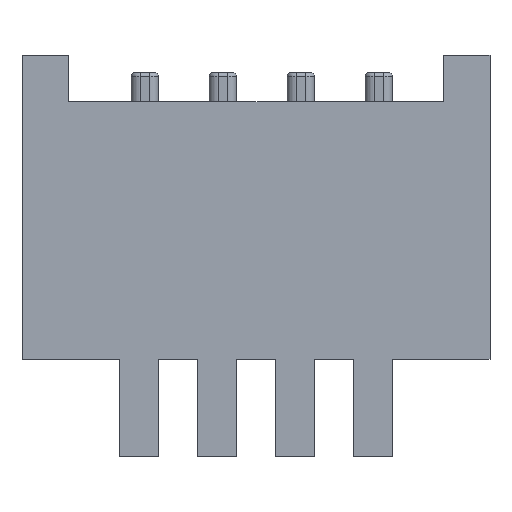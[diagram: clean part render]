
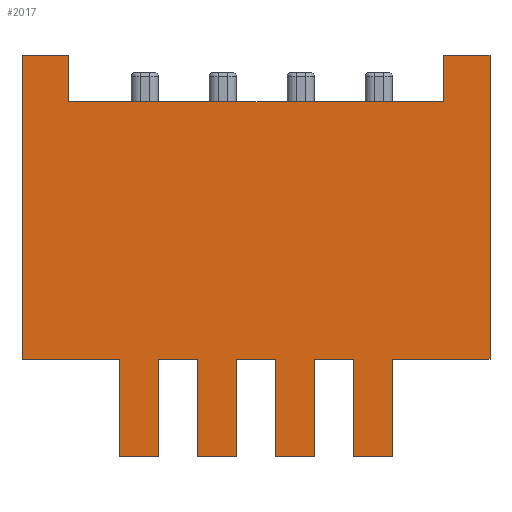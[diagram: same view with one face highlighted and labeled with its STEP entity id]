
A CAD part, front view. The second image highlights one B-rep face of the part: STEP entity #2017.
In plain terms, the highlighted planar face has unit normal (0, -1, 0).
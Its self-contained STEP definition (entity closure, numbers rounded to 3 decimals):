
#77=PLANE('',#2243);
#179=LINE('',#3231,#377);
#184=LINE('',#3243,#382);
#188=LINE('',#3251,#386);
#192=LINE('',#3259,#390);
#196=LINE('',#3267,#394);
#200=LINE('',#3274,#398);
#204=LINE('',#3286,#402);
#207=LINE('',#3292,#405);
#209=LINE('',#3300,#407);
#212=LINE('',#3306,#410);
#214=LINE('',#3314,#412);
#217=LINE('',#3320,#415);
#218=LINE('',#3326,#416);
#221=LINE('',#3332,#419);
#222=LINE('',#3334,#420);
#224=LINE('',#3338,#422);
#225=LINE('',#3340,#423);
#226=LINE('',#3342,#424);
#253=LINE('',#3398,#451);
#258=LINE('',#3409,#456);
#261=LINE('',#3413,#459);
#264=LINE('',#3419,#462);
#275=LINE('',#3440,#473);
#276=LINE('',#3442,#474);
#377=VECTOR('',#2655,10.);
#382=VECTOR('',#2666,10.);
#386=VECTOR('',#2670,10.);
#390=VECTOR('',#2674,10.);
#394=VECTOR('',#2678,10.);
#398=VECTOR('',#2682,10.);
#402=VECTOR('',#2694,10.);
#405=VECTOR('',#2701,10.);
#407=VECTOR('',#2709,10.);
#410=VECTOR('',#2716,10.);
#412=VECTOR('',#2724,10.);
#415=VECTOR('',#2731,10.);
#416=VECTOR('',#2736,10.);
#419=VECTOR('',#2743,10.);
#420=VECTOR('',#2746,10.);
#422=VECTOR('',#2752,10.);
#423=VECTOR('',#2755,10.);
#424=VECTOR('',#2758,10.);
#451=VECTOR('',#2807,10.);
#456=VECTOR('',#2816,10.);
#459=VECTOR('',#2821,10.);
#462=VECTOR('',#2830,10.);
#473=VECTOR('',#2851,10.);
#474=VECTOR('',#2854,10.);
#625=FACE_OUTER_BOUND('',#743,.T.);
#743=EDGE_LOOP('',(#1857,#1858,#1859,#1860,#1861,#1862,#1863,#1864,#1865,
#1866,#1867,#1868,#1869,#1870,#1871,#1872,#1873,#1874,#1875,#1876,#1877,
#1878,#1879,#1880));
#954=VERTEX_POINT('',#3228);
#955=VERTEX_POINT('',#3230);
#958=VERTEX_POINT('',#3240);
#959=VERTEX_POINT('',#3242);
#962=VERTEX_POINT('',#3248);
#963=VERTEX_POINT('',#3250);
#966=VERTEX_POINT('',#3256);
#967=VERTEX_POINT('',#3258);
#970=VERTEX_POINT('',#3264);
#971=VERTEX_POINT('',#3266);
#974=VERTEX_POINT('',#3272);
#977=VERTEX_POINT('',#3283);
#978=VERTEX_POINT('',#3285);
#981=VERTEX_POINT('',#3297);
#982=VERTEX_POINT('',#3299);
#985=VERTEX_POINT('',#3311);
#986=VERTEX_POINT('',#3313);
#989=VERTEX_POINT('',#3323);
#990=VERTEX_POINT('',#3325);
#1008=VERTEX_POINT('',#3395);
#1009=VERTEX_POINT('',#3397);
#1012=VERTEX_POINT('',#3406);
#1013=VERTEX_POINT('',#3408);
#1018=VERTEX_POINT('',#3438);
#1202=EDGE_CURVE('',#954,#955,#179,.T.);
#1208=EDGE_CURVE('',#959,#958,#184,.T.);
#1212=EDGE_CURVE('',#963,#962,#188,.T.);
#1216=EDGE_CURVE('',#967,#966,#192,.T.);
#1220=EDGE_CURVE('',#971,#970,#196,.T.);
#1224=EDGE_CURVE('',#954,#974,#200,.T.);
#1229=EDGE_CURVE('',#977,#978,#204,.T.);
#1233=EDGE_CURVE('',#971,#977,#207,.T.);
#1236=EDGE_CURVE('',#981,#982,#209,.T.);
#1240=EDGE_CURVE('',#967,#981,#212,.T.);
#1243=EDGE_CURVE('',#985,#986,#214,.T.);
#1247=EDGE_CURVE('',#963,#985,#217,.T.);
#1249=EDGE_CURVE('',#989,#990,#218,.T.);
#1253=EDGE_CURVE('',#959,#989,#221,.T.);
#1254=EDGE_CURVE('',#970,#982,#222,.T.);
#1256=EDGE_CURVE('',#966,#986,#224,.T.);
#1257=EDGE_CURVE('',#974,#978,#225,.T.);
#1258=EDGE_CURVE('',#962,#990,#226,.T.);
#1285=EDGE_CURVE('',#1009,#1008,#253,.T.);
#1290=EDGE_CURVE('',#1013,#1012,#258,.T.);
#1293=EDGE_CURVE('',#1012,#1009,#261,.T.);
#1296=EDGE_CURVE('',#955,#1008,#264,.T.);
#1307=EDGE_CURVE('',#958,#1018,#275,.T.);
#1308=EDGE_CURVE('',#1013,#1018,#276,.T.);
#1857=ORIENTED_EDGE('',*,*,#1285,.T.);
#1858=ORIENTED_EDGE('',*,*,#1296,.F.);
#1859=ORIENTED_EDGE('',*,*,#1202,.F.);
#1860=ORIENTED_EDGE('',*,*,#1224,.T.);
#1861=ORIENTED_EDGE('',*,*,#1257,.T.);
#1862=ORIENTED_EDGE('',*,*,#1229,.F.);
#1863=ORIENTED_EDGE('',*,*,#1233,.F.);
#1864=ORIENTED_EDGE('',*,*,#1220,.T.);
#1865=ORIENTED_EDGE('',*,*,#1254,.T.);
#1866=ORIENTED_EDGE('',*,*,#1236,.F.);
#1867=ORIENTED_EDGE('',*,*,#1240,.F.);
#1868=ORIENTED_EDGE('',*,*,#1216,.T.);
#1869=ORIENTED_EDGE('',*,*,#1256,.T.);
#1870=ORIENTED_EDGE('',*,*,#1243,.F.);
#1871=ORIENTED_EDGE('',*,*,#1247,.F.);
#1872=ORIENTED_EDGE('',*,*,#1212,.T.);
#1873=ORIENTED_EDGE('',*,*,#1258,.T.);
#1874=ORIENTED_EDGE('',*,*,#1249,.F.);
#1875=ORIENTED_EDGE('',*,*,#1253,.F.);
#1876=ORIENTED_EDGE('',*,*,#1208,.T.);
#1877=ORIENTED_EDGE('',*,*,#1307,.T.);
#1878=ORIENTED_EDGE('',*,*,#1308,.F.);
#1879=ORIENTED_EDGE('',*,*,#1290,.T.);
#1880=ORIENTED_EDGE('',*,*,#1293,.T.);
#2017=ADVANCED_FACE('',(#625),#77,.T.);
#2243=AXIS2_PLACEMENT_3D('',#3441,#2852,#2853);
#2655=DIRECTION('',(0.,0.,1.));
#2666=DIRECTION('',(1.,0.,0.));
#2670=DIRECTION('',(1.,0.,0.));
#2674=DIRECTION('',(1.,0.,0.));
#2678=DIRECTION('',(1.,0.,0.));
#2682=DIRECTION('',(1.,0.,0.));
#2694=DIRECTION('',(-1.,0.,0.));
#2701=DIRECTION('',(0.,0.,-1.));
#2709=DIRECTION('',(-1.,0.,0.));
#2716=DIRECTION('',(0.,0.,-1.));
#2724=DIRECTION('',(-1.,0.,0.));
#2731=DIRECTION('',(0.,0.,-1.));
#2736=DIRECTION('',(-1.,0.,0.));
#2743=DIRECTION('',(0.,0.,-1.));
#2746=DIRECTION('',(0.,0.,-1.));
#2752=DIRECTION('',(0.,0.,-1.));
#2755=DIRECTION('',(0.,0.,-1.));
#2758=DIRECTION('',(0.,0.,-1.));
#2807=DIRECTION('',(0.,0.,1.));
#2816=DIRECTION('',(0.,0.,-1.));
#2821=DIRECTION('',(-1.,0.,0.));
#2830=DIRECTION('',(1.,0.,0.));
#2851=DIRECTION('',(0.,0.,1.));
#2852=DIRECTION('center_axis',(0.,-1.,0.));
#2853=DIRECTION('ref_axis',(1.,0.,0.));
#2854=DIRECTION('',(1.,0.,0.));
#3228=CARTESIAN_POINT('',(0.,0.,0.));
#3230=CARTESIAN_POINT('',(0.,0.,7.8));
#3231=CARTESIAN_POINT('',(0.,0.,0.));
#3240=CARTESIAN_POINT('',(12.,0.,0.));
#3242=CARTESIAN_POINT('',(9.5,0.,0.));
#3243=CARTESIAN_POINT('',(0.,0.,0.));
#3248=CARTESIAN_POINT('',(8.5,0.,0.));
#3250=CARTESIAN_POINT('',(7.5,0.,0.));
#3251=CARTESIAN_POINT('',(0.,0.,0.));
#3256=CARTESIAN_POINT('',(6.5,0.,0.));
#3258=CARTESIAN_POINT('',(5.5,0.,0.));
#3259=CARTESIAN_POINT('',(0.,0.,0.));
#3264=CARTESIAN_POINT('',(4.5,0.,0.));
#3266=CARTESIAN_POINT('',(3.5,0.,0.));
#3267=CARTESIAN_POINT('',(0.,0.,0.));
#3272=CARTESIAN_POINT('',(2.5,0.,0.));
#3274=CARTESIAN_POINT('',(0.,0.,0.));
#3283=CARTESIAN_POINT('',(3.5,0.,-2.5));
#3285=CARTESIAN_POINT('',(2.5,0.,-2.5));
#3286=CARTESIAN_POINT('',(12.,0.,-2.5));
#3292=CARTESIAN_POINT('',(3.5,0.,0.));
#3297=CARTESIAN_POINT('',(5.5,0.,-2.5));
#3299=CARTESIAN_POINT('',(4.5,0.,-2.5));
#3300=CARTESIAN_POINT('',(12.,0.,-2.5));
#3306=CARTESIAN_POINT('',(5.5,0.,0.));
#3311=CARTESIAN_POINT('',(7.5,0.,-2.5));
#3313=CARTESIAN_POINT('',(6.5,0.,-2.5));
#3314=CARTESIAN_POINT('',(12.,0.,-2.5));
#3320=CARTESIAN_POINT('',(7.5,0.,0.));
#3323=CARTESIAN_POINT('',(9.5,0.,-2.5));
#3325=CARTESIAN_POINT('',(8.5,0.,-2.5));
#3326=CARTESIAN_POINT('',(12.,0.,-2.5));
#3332=CARTESIAN_POINT('',(9.5,0.,0.));
#3334=CARTESIAN_POINT('',(4.5,0.,0.));
#3338=CARTESIAN_POINT('',(6.5,0.,0.));
#3340=CARTESIAN_POINT('',(2.5,0.,0.));
#3342=CARTESIAN_POINT('',(8.5,0.,0.));
#3395=CARTESIAN_POINT('',(1.2,0.,7.8));
#3397=CARTESIAN_POINT('',(1.2,0.,6.6));
#3398=CARTESIAN_POINT('',(1.2,0.,3.9));
#3406=CARTESIAN_POINT('',(10.8,0.,6.6));
#3408=CARTESIAN_POINT('',(10.8,0.,7.8));
#3409=CARTESIAN_POINT('',(10.8,0.,3.3));
#3413=CARTESIAN_POINT('',(0.6,0.,6.6));
#3419=CARTESIAN_POINT('',(0.,0.,7.8));
#3438=CARTESIAN_POINT('',(12.,0.,7.8));
#3440=CARTESIAN_POINT('',(12.,0.,0.));
#3441=CARTESIAN_POINT('Origin',(0.,0.,0.));
#3442=CARTESIAN_POINT('',(0.,0.,7.8));
